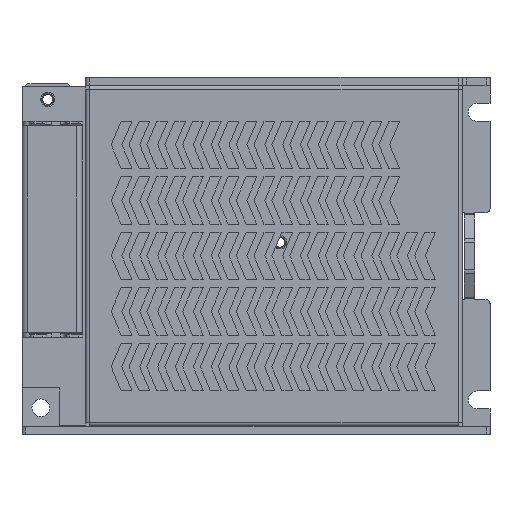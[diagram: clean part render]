
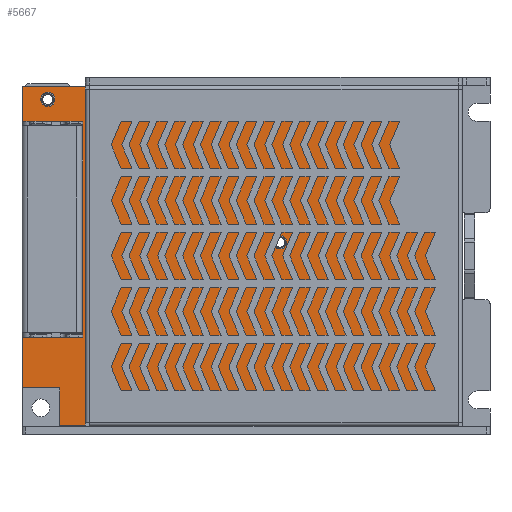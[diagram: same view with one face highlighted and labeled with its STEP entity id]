
A CAD part, top view. The second image highlights one B-rep face of the part: STEP entity #5667.
In plain terms, the highlighted planar face has unit normal (0, 0, 1).
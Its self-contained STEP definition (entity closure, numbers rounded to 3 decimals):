
#3021=FACE_BOUND('',#10783,.T.);
#3022=FACE_BOUND('',#10784,.T.);
#3023=FACE_BOUND('',#10785,.T.);
#3805=CIRCLE('',#38645,1.8);
#3806=CIRCLE('',#38646,1.7);
#5667=ADVANCED_FACE('',(#3021,#3022,#3023),#6847,.T.);
#6847=PLANE('',#38647);
#10783=EDGE_LOOP('',(#21243));
#10784=EDGE_LOOP('',(#21244));
#10785=EDGE_LOOP('',(#21245,#21246,#21247,#21248,#21249,#21250,#21251,#21252,
#21253,#21254));
#21243=ORIENTED_EDGE('',*,*,#29964,.T.);
#21244=ORIENTED_EDGE('',*,*,#29965,.T.);
#21245=ORIENTED_EDGE('',*,*,#29936,.T.);
#21246=ORIENTED_EDGE('',*,*,#29940,.T.);
#21247=ORIENTED_EDGE('',*,*,#29943,.T.);
#21248=ORIENTED_EDGE('',*,*,#29946,.T.);
#21249=ORIENTED_EDGE('',*,*,#29949,.T.);
#21250=ORIENTED_EDGE('',*,*,#29952,.T.);
#21251=ORIENTED_EDGE('',*,*,#29955,.T.);
#21252=ORIENTED_EDGE('',*,*,#29958,.T.);
#21253=ORIENTED_EDGE('',*,*,#29961,.T.);
#21254=ORIENTED_EDGE('',*,*,#29963,.T.);
#24707=VERTEX_POINT('',#62654);
#24708=VERTEX_POINT('',#62656);
#24710=VERTEX_POINT('',#62662);
#24712=VERTEX_POINT('',#62668);
#24714=VERTEX_POINT('',#62674);
#24716=VERTEX_POINT('',#62680);
#24718=VERTEX_POINT('',#62686);
#24720=VERTEX_POINT('',#62692);
#24722=VERTEX_POINT('',#62698);
#24724=VERTEX_POINT('',#62704);
#24725=VERTEX_POINT('',#62711);
#24726=VERTEX_POINT('',#62713);
#29936=EDGE_CURVE('',#24708,#24707,#32964,.T.);
#29940=EDGE_CURVE('',#24707,#24710,#32968,.T.);
#29943=EDGE_CURVE('',#24710,#24712,#32971,.T.);
#29946=EDGE_CURVE('',#24712,#24714,#32974,.T.);
#29949=EDGE_CURVE('',#24714,#24716,#32977,.T.);
#29952=EDGE_CURVE('',#24716,#24718,#32980,.T.);
#29955=EDGE_CURVE('',#24718,#24720,#32983,.T.);
#29958=EDGE_CURVE('',#24720,#24722,#32986,.T.);
#29961=EDGE_CURVE('',#24722,#24724,#32989,.T.);
#29963=EDGE_CURVE('',#24724,#24708,#32991,.T.);
#29964=EDGE_CURVE('',#24725,#24725,#3805,.T.);
#29965=EDGE_CURVE('',#24726,#24726,#3806,.T.);
#32964=LINE('',#62655,#35988);
#32968=LINE('',#62663,#35992);
#32971=LINE('',#62669,#35995);
#32974=LINE('',#62675,#35998);
#32977=LINE('',#62681,#36001);
#32980=LINE('',#62687,#36004);
#32983=LINE('',#62693,#36007);
#32986=LINE('',#62699,#36010);
#32989=LINE('',#62705,#36013);
#32991=LINE('',#62708,#36015);
#35988=VECTOR('',#46891,1.);
#35992=VECTOR('',#46897,1.);
#35995=VECTOR('',#46902,1.);
#35998=VECTOR('',#46907,1.);
#36001=VECTOR('',#46912,1.);
#36004=VECTOR('',#46917,1.);
#36007=VECTOR('',#46922,1.);
#36010=VECTOR('',#46927,1.);
#36013=VECTOR('',#46932,1.);
#36015=VECTOR('',#46936,1.);
#38645=AXIS2_PLACEMENT_3D('',#62710,#46939,#46940);
#38646=AXIS2_PLACEMENT_3D('',#62712,#46941,#46942);
#38647=AXIS2_PLACEMENT_3D('',#62714,#46943,#46944);
#46891=DIRECTION('',(0.,-1.,0.));
#46897=DIRECTION('',(1.,0.,0.));
#46902=DIRECTION('',(0.,1.,0.));
#46907=DIRECTION('',(-0.832,0.555,0.));
#46912=DIRECTION('',(0.,1.,0.));
#46917=DIRECTION('',(0.832,0.555,0.));
#46922=DIRECTION('',(0.,1.,0.));
#46927=DIRECTION('',(-1.,0.,0.));
#46932=DIRECTION('',(0.,-1.,0.));
#46936=DIRECTION('',(-1.,0.,0.));
#46939=DIRECTION('',(0.,0.,-1.));
#46940=DIRECTION('',(1.,0.,0.));
#46941=DIRECTION('',(0.,0.,-1.));
#46942=DIRECTION('',(1.,0.,0.));
#46943=DIRECTION('',(0.,0.,1.));
#46944=DIRECTION('',(1.,0.,0.));
#62654=CARTESIAN_POINT('',(-42.75,-55.,1.6));
#62655=CARTESIAN_POINT('',(-42.75,45.5,1.6));
#62656=CARTESIAN_POINT('',(-42.75,45.5,1.6));
#62662=CARTESIAN_POINT('',(42.75,-55.,1.6));
#62663=CARTESIAN_POINT('',(-42.75,-55.,1.6));
#62668=CARTESIAN_POINT('',(42.75,-39.5,1.6));
#62669=CARTESIAN_POINT('',(42.75,-55.,1.6));
#62674=CARTESIAN_POINT('',(39.75,-37.5,1.6));
#62675=CARTESIAN_POINT('',(42.75,-39.5,1.6));
#62680=CARTESIAN_POINT('',(39.75,3.7,1.6));
#62681=CARTESIAN_POINT('',(39.75,-37.5,1.6));
#62686=CARTESIAN_POINT('',(42.75,5.7,1.6));
#62687=CARTESIAN_POINT('',(39.75,3.7,1.6));
#62692=CARTESIAN_POINT('',(42.75,55.,1.6));
#62693=CARTESIAN_POINT('',(42.75,5.7,1.6));
#62698=CARTESIAN_POINT('',(-33.25,55.,1.6));
#62699=CARTESIAN_POINT('',(42.75,55.,1.6));
#62704=CARTESIAN_POINT('',(-33.25,45.5,1.6));
#62705=CARTESIAN_POINT('',(-33.25,55.,1.6));
#62708=CARTESIAN_POINT('',(-33.25,45.5,1.6));
#62710=CARTESIAN_POINT('',(39.5,48.5,1.6));
#62711=CARTESIAN_POINT('',(41.3,48.5,1.6));
#62712=CARTESIAN_POINT('',(3.5,-10.,1.6));
#62713=CARTESIAN_POINT('',(5.2,-10.,1.6));
#62714=CARTESIAN_POINT('',(0.,0.,1.6));
